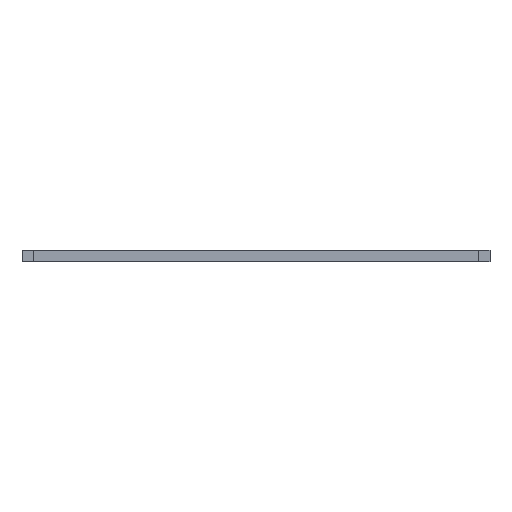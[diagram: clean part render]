
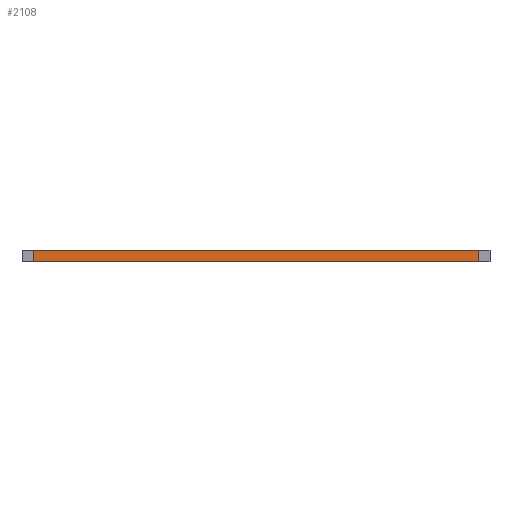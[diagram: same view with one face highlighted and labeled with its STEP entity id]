
A CAD part, front view. The second image highlights one B-rep face of the part: STEP entity #2108.
In plain terms, the highlighted planar face has unit normal (0, -1, 0).
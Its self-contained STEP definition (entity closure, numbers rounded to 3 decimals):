
#21 = EDGE_CURVE('',#22,#24,#26,.T.);
#22 = VERTEX_POINT('',#23);
#23 = CARTESIAN_POINT('',(0.,0.,0.));
#24 = VERTEX_POINT('',#25);
#25 = CARTESIAN_POINT('',(0.,0.,10.));
#26 = SURFACE_CURVE('',#27,(#31,#43),.PCURVE_S1.);
#27 = LINE('',#28,#29);
#28 = CARTESIAN_POINT('',(0.,0.,0.));
#29 = VECTOR('',#30,1.);
#30 = DIRECTION('',(0.,0.,1.));
#31 = PCURVE('',#32,#37);
#32 = PLANE('',#33);
#33 = AXIS2_PLACEMENT_3D('',#34,#35,#36);
#34 = CARTESIAN_POINT('',(0.,0.,0.));
#35 = DIRECTION('',(-1.,0.,0.));
#36 = DIRECTION('',(0.,1.,0.));
#37 = DEFINITIONAL_REPRESENTATION('',(#38),#42);
#38 = LINE('',#39,#40);
#39 = CARTESIAN_POINT('',(0.,0.));
#40 = VECTOR('',#41,1.);
#41 = DIRECTION('',(0.,-1.));
#42 = ( GEOMETRIC_REPRESENTATION_CONTEXT(2) 
PARAMETRIC_REPRESENTATION_CONTEXT() REPRESENTATION_CONTEXT('2D SPACE',''
  ) );
#43 = PCURVE('',#44,#49);
#44 = PLANE('',#45);
#45 = AXIS2_PLACEMENT_3D('',#46,#47,#48);
#46 = CARTESIAN_POINT('',(400.,0.,0.));
#47 = DIRECTION('',(0.,-1.,0.));
#48 = DIRECTION('',(-1.,0.,0.));
#49 = DEFINITIONAL_REPRESENTATION('',(#50),#54);
#50 = LINE('',#51,#52);
#51 = CARTESIAN_POINT('',(400.,0.));
#52 = VECTOR('',#53,1.);
#53 = DIRECTION('',(0.,-1.));
#54 = ( GEOMETRIC_REPRESENTATION_CONTEXT(2) 
PARAMETRIC_REPRESENTATION_CONTEXT() REPRESENTATION_CONTEXT('2D SPACE',''
  ) );
#72 = PLANE('',#73);
#73 = AXIS2_PLACEMENT_3D('',#74,#75,#76);
#74 = CARTESIAN_POINT('',(200.,171.713,10.));
#75 = DIRECTION('',(0.,0.,-1.));
#76 = DIRECTION('',(0.,-1.,0.));
#126 = PLANE('',#127);
#127 = AXIS2_PLACEMENT_3D('',#128,#129,#130);
#128 = CARTESIAN_POINT('',(200.,171.713,0.));
#129 = DIRECTION('',(0.,0.,-1.));
#130 = DIRECTION('',(0.,-1.,0.));
#2005 = PLANE('',#2006);
#2006 = AXIS2_PLACEMENT_3D('',#2007,#2008,#2009);
#2007 = CARTESIAN_POINT('',(400.,30.83,0.));
#2008 = DIRECTION('',(1.,0.,0.));
#2009 = DIRECTION('',(0.,-1.,0.));
#2043 = VERTEX_POINT('',#2044);
#2044 = CARTESIAN_POINT('',(400.,0.,10.));
#2065 = EDGE_CURVE('',#2066,#2043,#2068,.T.);
#2066 = VERTEX_POINT('',#2067);
#2067 = CARTESIAN_POINT('',(400.,0.,0.));
#2068 = SURFACE_CURVE('',#2069,(#2073,#2080),.PCURVE_S1.);
#2069 = LINE('',#2070,#2071);
#2070 = CARTESIAN_POINT('',(400.,0.,0.));
#2071 = VECTOR('',#2072,1.);
#2072 = DIRECTION('',(0.,0.,1.));
#2073 = PCURVE('',#2005,#2074);
#2074 = DEFINITIONAL_REPRESENTATION('',(#2075),#2079);
#2075 = LINE('',#2076,#2077);
#2076 = CARTESIAN_POINT('',(30.83,0.));
#2077 = VECTOR('',#2078,1.);
#2078 = DIRECTION('',(0.,-1.));
#2079 = ( GEOMETRIC_REPRESENTATION_CONTEXT(2) 
PARAMETRIC_REPRESENTATION_CONTEXT() REPRESENTATION_CONTEXT('2D SPACE',''
  ) );
#2080 = PCURVE('',#44,#2081);
#2081 = DEFINITIONAL_REPRESENTATION('',(#2082),#2086);
#2082 = LINE('',#2083,#2084);
#2083 = CARTESIAN_POINT('',(0.,0.));
#2084 = VECTOR('',#2085,1.);
#2085 = DIRECTION('',(0.,-1.));
#2086 = ( GEOMETRIC_REPRESENTATION_CONTEXT(2) 
PARAMETRIC_REPRESENTATION_CONTEXT() REPRESENTATION_CONTEXT('2D SPACE',''
  ) );
#2108 = ADVANCED_FACE('',(#2109),#44,.T.);
#2109 = FACE_BOUND('',#2110,.T.);
#2110 = EDGE_LOOP('',(#2111,#2112,#2133,#2134));
#2111 = ORIENTED_EDGE('',*,*,#2065,.T.);
#2112 = ORIENTED_EDGE('',*,*,#2113,.T.);
#2113 = EDGE_CURVE('',#2043,#24,#2114,.T.);
#2114 = SURFACE_CURVE('',#2115,(#2119,#2126),.PCURVE_S1.);
#2115 = LINE('',#2116,#2117);
#2116 = CARTESIAN_POINT('',(400.,0.,10.));
#2117 = VECTOR('',#2118,1.);
#2118 = DIRECTION('',(-1.,0.,0.));
#2119 = PCURVE('',#44,#2120);
#2120 = DEFINITIONAL_REPRESENTATION('',(#2121),#2125);
#2121 = LINE('',#2122,#2123);
#2122 = CARTESIAN_POINT('',(0.,-10.));
#2123 = VECTOR('',#2124,1.);
#2124 = DIRECTION('',(1.,0.));
#2125 = ( GEOMETRIC_REPRESENTATION_CONTEXT(2) 
PARAMETRIC_REPRESENTATION_CONTEXT() REPRESENTATION_CONTEXT('2D SPACE',''
  ) );
#2126 = PCURVE('',#72,#2127);
#2127 = DEFINITIONAL_REPRESENTATION('',(#2128),#2132);
#2128 = LINE('',#2129,#2130);
#2129 = CARTESIAN_POINT('',(171.713,-200.));
#2130 = VECTOR('',#2131,1.);
#2131 = DIRECTION('',(0.,1.));
#2132 = ( GEOMETRIC_REPRESENTATION_CONTEXT(2) 
PARAMETRIC_REPRESENTATION_CONTEXT() REPRESENTATION_CONTEXT('2D SPACE',''
  ) );
#2133 = ORIENTED_EDGE('',*,*,#21,.F.);
#2134 = ORIENTED_EDGE('',*,*,#2135,.F.);
#2135 = EDGE_CURVE('',#2066,#22,#2136,.T.);
#2136 = SURFACE_CURVE('',#2137,(#2141,#2148),.PCURVE_S1.);
#2137 = LINE('',#2138,#2139);
#2138 = CARTESIAN_POINT('',(400.,0.,0.));
#2139 = VECTOR('',#2140,1.);
#2140 = DIRECTION('',(-1.,0.,0.));
#2141 = PCURVE('',#44,#2142);
#2142 = DEFINITIONAL_REPRESENTATION('',(#2143),#2147);
#2143 = LINE('',#2144,#2145);
#2144 = CARTESIAN_POINT('',(0.,0.));
#2145 = VECTOR('',#2146,1.);
#2146 = DIRECTION('',(1.,0.));
#2147 = ( GEOMETRIC_REPRESENTATION_CONTEXT(2) 
PARAMETRIC_REPRESENTATION_CONTEXT() REPRESENTATION_CONTEXT('2D SPACE',''
  ) );
#2148 = PCURVE('',#126,#2149);
#2149 = DEFINITIONAL_REPRESENTATION('',(#2150),#2154);
#2150 = LINE('',#2151,#2152);
#2151 = CARTESIAN_POINT('',(171.713,-200.));
#2152 = VECTOR('',#2153,1.);
#2153 = DIRECTION('',(0.,1.));
#2154 = ( GEOMETRIC_REPRESENTATION_CONTEXT(2) 
PARAMETRIC_REPRESENTATION_CONTEXT() REPRESENTATION_CONTEXT('2D SPACE',''
  ) );
